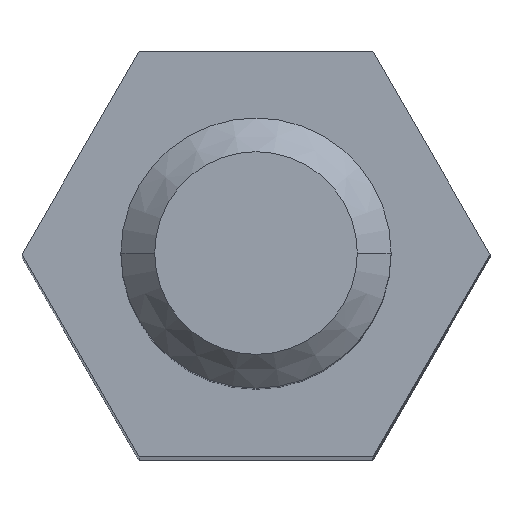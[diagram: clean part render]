
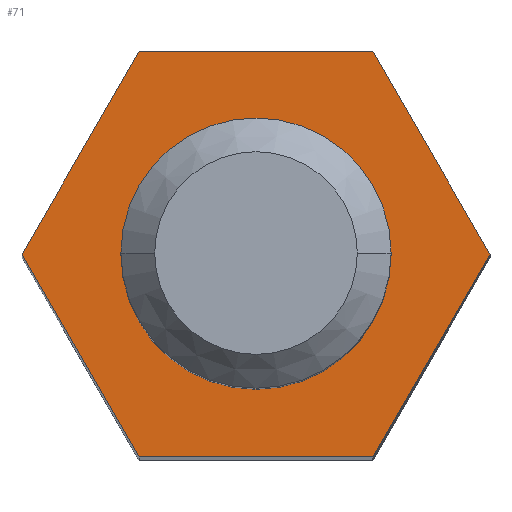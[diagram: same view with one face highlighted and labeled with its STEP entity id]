
A CAD part, top view. The second image highlights one B-rep face of the part: STEP entity #71.
In plain terms, the highlighted planar face has unit normal (0, 0, 1).
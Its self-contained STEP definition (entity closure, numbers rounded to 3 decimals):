
#7 = EDGE_LOOP ( 'NONE', ( #182, #17 ) ) ;
#17 = ORIENTED_EDGE ( 'NONE', *, *, #112, .F. ) ;
#20 = CARTESIAN_POINT ( 'NONE',  ( -1.732, 3., 30. ) ) ;
#26 = EDGE_LOOP ( 'NONE', ( #504, #78, #290, #139, #43, #327 ) ) ;
#43 = ORIENTED_EDGE ( 'NONE', *, *, #558, .T. ) ;
#46 = CARTESIAN_POINT ( 'NONE',  ( 3.464, 0., 30. ) ) ;
#48 = DIRECTION ( 'NONE',  ( -0.5, 0.866, 0. ) ) ;
#61 = DIRECTION ( 'NONE',  ( 0., 0., -1. ) ) ;
#64 = CARTESIAN_POINT ( 'NONE',  ( -1.732, -3., 30. ) ) ;
#66 = CARTESIAN_POINT ( 'NONE',  ( 0., 0., 30. ) ) ;
#71 = ADVANCED_FACE ( 'NONE', ( #304, #418 ), #275, .F. ) ;
#78 = ORIENTED_EDGE ( 'NONE', *, *, #116, .T. ) ;
#84 = CARTESIAN_POINT ( 'NONE',  ( 0., 0., 30. ) ) ;
#88 = VERTEX_POINT ( 'NONE', #64 ) ;
#94 = CARTESIAN_POINT ( 'NONE',  ( -3.464, 0., 30. ) ) ;
#98 = DIRECTION ( 'NONE',  ( -1., 0., 0. ) ) ;
#108 = VERTEX_POINT ( 'NONE', #173 ) ;
#112 = EDGE_CURVE ( 'NONE', #274, #108, #557, .T. ) ;
#113 = CARTESIAN_POINT ( 'NONE',  ( -3.464, 0., 30. ) ) ;
#116 = EDGE_CURVE ( 'NONE', #88, #461, #559, .T. ) ;
#121 = DIRECTION ( 'NONE',  ( -1., 0., 0. ) ) ;
#123 = EDGE_CURVE ( 'NONE', #192, #88, #405, .T. ) ;
#139 = ORIENTED_EDGE ( 'NONE', *, *, #491, .T. ) ;
#149 = DIRECTION ( 'NONE',  ( -0.5, -0.866, 0. ) ) ;
#158 = DIRECTION ( 'NONE',  ( -1., 0., 0. ) ) ;
#173 = CARTESIAN_POINT ( 'NONE',  ( -2., 0., 30. ) ) ;
#174 = AXIS2_PLACEMENT_3D ( 'NONE', #84, #338, #121 ) ;
#182 = ORIENTED_EDGE ( 'NONE', *, *, #548, .F. ) ;
#186 = CARTESIAN_POINT ( 'NONE',  ( 1.732, -3., 30. ) ) ;
#192 = VERTEX_POINT ( 'NONE', #307 ) ;
#194 = CARTESIAN_POINT ( 'NONE',  ( -1.732, 3., 30. ) ) ;
#204 = CARTESIAN_POINT ( 'NONE',  ( 1.732, 3., 30. ) ) ;
#243 = CARTESIAN_POINT ( 'NONE',  ( 1.732, -3., 30. ) ) ;
#250 = DIRECTION ( 'NONE',  ( 0.5, 0.866, 0. ) ) ;
#252 = VERTEX_POINT ( 'NONE', #268 ) ;
#268 = CARTESIAN_POINT ( 'NONE',  ( 3.464, 0., 30. ) ) ;
#274 = VERTEX_POINT ( 'NONE', #311 ) ;
#275 = PLANE ( 'NONE',  #289 ) ;
#281 = DIRECTION ( 'NONE',  ( 1., 0., 0. ) ) ;
#289 = AXIS2_PLACEMENT_3D ( 'NONE', #94, #61, #315 ) ;
#290 = ORIENTED_EDGE ( 'NONE', *, *, #366, .T. ) ;
#297 = VERTEX_POINT ( 'NONE', #204 ) ;
#304 = FACE_OUTER_BOUND ( 'NONE', #26, .T. ) ;
#307 = CARTESIAN_POINT ( 'NONE',  ( -3.464, 0., 30. ) ) ;
#311 = CARTESIAN_POINT ( 'NONE',  ( 2., 0., 30. ) ) ;
#315 = DIRECTION ( 'NONE',  ( -1., 0., 0. ) ) ;
#318 = DIRECTION ( 'NONE',  ( 0., 0., 1. ) ) ;
#327 = ORIENTED_EDGE ( 'NONE', *, *, #424, .T. ) ;
#335 = AXIS2_PLACEMENT_3D ( 'NONE', #66, #318, #98 ) ;
#338 = DIRECTION ( 'NONE',  ( 0., 0., 1. ) ) ;
#355 = DIRECTION ( 'NONE',  ( 0.5, -0.866, 0. ) ) ;
#366 = EDGE_CURVE ( 'NONE', #461, #252, #510, .T. ) ;
#393 = CARTESIAN_POINT ( 'NONE',  ( -1.732, -3., 30. ) ) ;
#405 = LINE ( 'NONE', #393, #560 ) ;
#418 = FACE_BOUND ( 'NONE', #7, .T. ) ;
#424 = EDGE_CURVE ( 'NONE', #550, #192, #496, .T. ) ;
#457 = VECTOR ( 'NONE', #158, 1000. ) ;
#458 = LINE ( 'NONE', #20, #457 ) ;
#461 = VERTEX_POINT ( 'NONE', #186 ) ;
#464 = CIRCLE ( 'NONE', #174, 2. ) ;
#466 = VECTOR ( 'NONE', #48, 1000. ) ;
#482 = LINE ( 'NONE', #508, #466 ) ;
#491 = EDGE_CURVE ( 'NONE', #252, #297, #482, .T. ) ;
#492 = VECTOR ( 'NONE', #149, 1000. ) ;
#496 = LINE ( 'NONE', #113, #492 ) ;
#502 = VECTOR ( 'NONE', #250, 1000. ) ;
#504 = ORIENTED_EDGE ( 'NONE', *, *, #123, .T. ) ;
#508 = CARTESIAN_POINT ( 'NONE',  ( 1.732, 3., 30. ) ) ;
#510 = LINE ( 'NONE', #46, #502 ) ;
#548 = EDGE_CURVE ( 'NONE', #108, #274, #464, .T. ) ;
#550 = VERTEX_POINT ( 'NONE', #194 ) ;
#557 = CIRCLE ( 'NONE', #335, 2. ) ;
#558 = EDGE_CURVE ( 'NONE', #297, #550, #458, .T. ) ;
#559 = LINE ( 'NONE', #243, #563 ) ;
#560 = VECTOR ( 'NONE', #355, 1000. ) ;
#563 = VECTOR ( 'NONE', #281, 1000. ) ;
